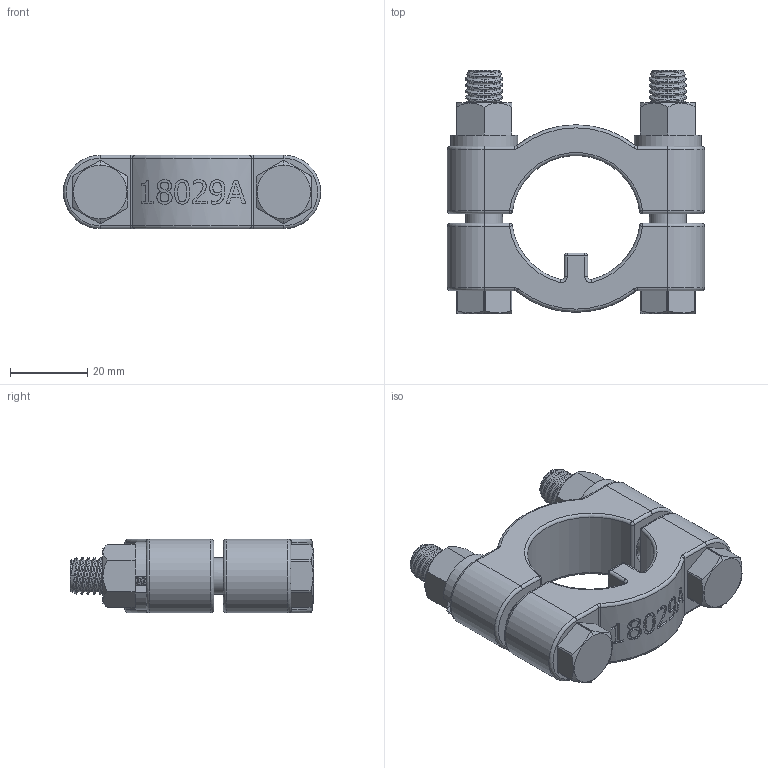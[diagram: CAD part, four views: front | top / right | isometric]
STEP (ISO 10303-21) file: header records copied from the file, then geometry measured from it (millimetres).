
FILE_DESCRIPTION((''),'2;1');
FILE_NAME('18129.stp','2011-06-03T08:20:26',('mclevenger'),(''),'Autodesk Inventor 2011','Autodesk Inventor 2011','');
FILE_SCHEMA(('AUTOMOTIVE_DESIGN { 1 0 10303 214 1 1 1 1 }'));
Length unit declared in the file: inch
Products named in the file (6): 18129; 18029A; 18029B; V20019; V20018; BF207
Assembly tree (8 placements, depth 2):
  18129
    18029A
    18029B
    V20019  x2
    V20018  x2
    BF207  x2
Bounding box: 66.67 x 63.1 x 19.05 mm (x, y, z)
Volume: 38622.6 mm3; surface area: 19766 mm2
Topology: 8 solids, 8 shells, 776 faces, 1789 edges, 1046 vertices
Faces by surface type: cylinder 257, cone 204, bspline 141, plane 123, torus 39, sphere 12
Full cylindrical faces by diameter (mm): 10.319 x4
Entity records: 20308 total; most frequent: CARTESIAN_POINT 8366, ORIENTED_EDGE 2588, DIRECTION 2146, EDGE_CURVE 1294, AXIS2_PLACEMENT_3D 803, VERTEX_POINT 786, EDGE_LOOP 602, FACE_OUTER_BOUND 555
